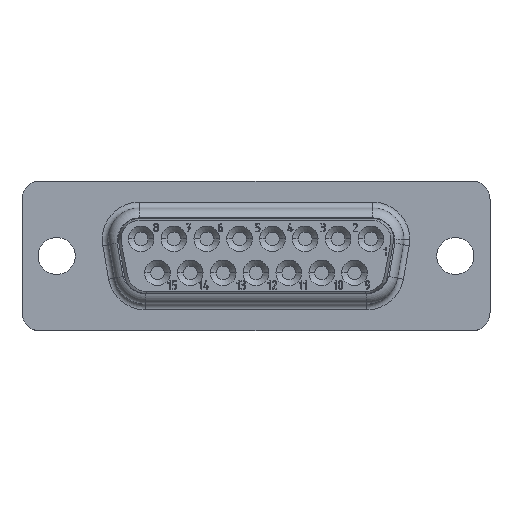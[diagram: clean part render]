
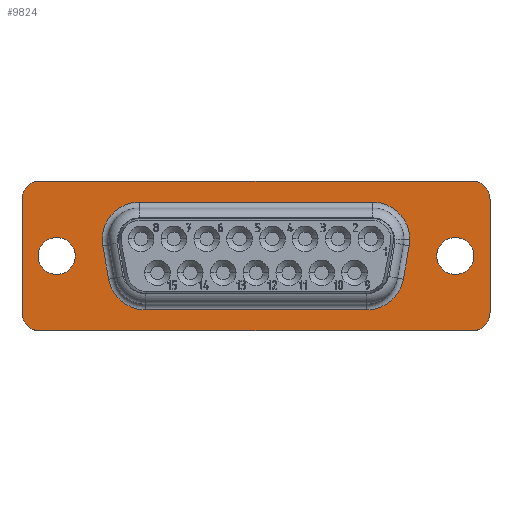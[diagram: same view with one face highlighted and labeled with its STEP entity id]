
A CAD part, top view. The second image highlights one B-rep face of the part: STEP entity #9824.
In plain terms, the highlighted planar face has unit normal (0, 0, 1).
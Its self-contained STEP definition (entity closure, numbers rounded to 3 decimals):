
#9824=ADVANCED_FACE('',(#15725,#15726,#15727,#15728),#10679,.T.);
#10679=PLANE('',#32003);
#12967=LINE('',#50040,#14769);
#12968=LINE('',#50044,#14770);
#12969=LINE('',#50052,#14771);
#12970=LINE('',#50060,#14772);
#12971=LINE('',#50075,#14773);
#12972=LINE('',#50079,#14774);
#12973=LINE('',#50083,#14775);
#12974=LINE('',#50087,#14776);
#14769=VECTOR('',#34963,1.);
#14770=VECTOR('',#34970,1.);
#14771=VECTOR('',#34981,1.);
#14772=VECTOR('',#34992,1.);
#14773=VECTOR('',#35015,1.);
#14774=VECTOR('',#35018,1.);
#14775=VECTOR('',#35021,1.);
#14776=VECTOR('',#35024,1.);
#15725=FACE_BOUND('',#16527,.T.);
#15726=FACE_BOUND('',#16528,.T.);
#15727=FACE_BOUND('',#16529,.T.);
#15728=FACE_BOUND('',#16530,.T.);
#16527=EDGE_LOOP('',(#20538,#20539,#20540,#20541,#20542,#20543,#20544,#20545,
#20546));
#16528=EDGE_LOOP('',(#20547,#20548,#20549,#20550,#20551,#20552,#20553,#20554));
#16529=EDGE_LOOP('',(#20555,#20556));
#16530=EDGE_LOOP('',(#20557,#20558));
#20538=ORIENTED_EDGE('',*,*,#27995,.T.);
#20539=ORIENTED_EDGE('',*,*,#27993,.T.);
#20540=ORIENTED_EDGE('',*,*,#27991,.T.);
#20541=ORIENTED_EDGE('',*,*,#27989,.T.);
#20542=ORIENTED_EDGE('',*,*,#27987,.T.);
#20543=ORIENTED_EDGE('',*,*,#27985,.T.);
#20544=ORIENTED_EDGE('',*,*,#26536,.T.);
#20545=ORIENTED_EDGE('',*,*,#27984,.T.);
#20546=ORIENTED_EDGE('',*,*,#27983,.T.);
#20547=ORIENTED_EDGE('',*,*,#28000,.T.);
#20548=ORIENTED_EDGE('',*,*,#28001,.T.);
#20549=ORIENTED_EDGE('',*,*,#28002,.T.);
#20550=ORIENTED_EDGE('',*,*,#28003,.T.);
#20551=ORIENTED_EDGE('',*,*,#28004,.T.);
#20552=ORIENTED_EDGE('',*,*,#28005,.T.);
#20553=ORIENTED_EDGE('',*,*,#28006,.T.);
#20554=ORIENTED_EDGE('',*,*,#28007,.T.);
#20555=ORIENTED_EDGE('',*,*,#26528,.T.);
#20556=ORIENTED_EDGE('',*,*,#27999,.T.);
#20557=ORIENTED_EDGE('',*,*,#27997,.F.);
#20558=ORIENTED_EDGE('',*,*,#26532,.F.);
#24302=VERTEX_POINT('',#38069);
#24303=VERTEX_POINT('',#38071);
#24306=VERTEX_POINT('',#38078);
#24307=VERTEX_POINT('',#38080);
#24310=VERTEX_POINT('',#38087);
#24311=VERTEX_POINT('',#38089);
#25258=VERTEX_POINT('',#50037);
#25259=VERTEX_POINT('',#50039);
#25260=VERTEX_POINT('',#50045);
#25261=VERTEX_POINT('',#50049);
#25262=VERTEX_POINT('',#50053);
#25263=VERTEX_POINT('',#50057);
#25264=VERTEX_POINT('',#50061);
#25265=VERTEX_POINT('',#50073);
#25266=VERTEX_POINT('',#50074);
#25267=VERTEX_POINT('',#50076);
#25268=VERTEX_POINT('',#50078);
#25269=VERTEX_POINT('',#50080);
#25270=VERTEX_POINT('',#50082);
#25271=VERTEX_POINT('',#50084);
#25272=VERTEX_POINT('',#50086);
#26528=EDGE_CURVE('',#24303,#24302,#29658,.T.);
#26532=EDGE_CURVE('',#24306,#24307,#29660,.T.);
#26536=EDGE_CURVE('',#24311,#24310,#29663,.T.);
#27983=EDGE_CURVE('',#25258,#25259,#12967,.T.);
#27984=EDGE_CURVE('',#24310,#25258,#29876,.T.);
#27985=EDGE_CURVE('',#25260,#24311,#12968,.T.);
#27987=EDGE_CURVE('',#25261,#25260,#29878,.T.);
#27989=EDGE_CURVE('',#25262,#25261,#12969,.T.);
#27991=EDGE_CURVE('',#25263,#25262,#29881,.T.);
#27993=EDGE_CURVE('',#25264,#25263,#12970,.T.);
#27995=EDGE_CURVE('',#25259,#25264,#29884,.T.);
#27997=EDGE_CURVE('',#24307,#24306,#29886,.T.);
#27999=EDGE_CURVE('',#24302,#24303,#29888,.T.);
#28000=EDGE_CURVE('',#25265,#25266,#29889,.T.);
#28001=EDGE_CURVE('',#25266,#25267,#12971,.T.);
#28002=EDGE_CURVE('',#25267,#25268,#29890,.T.);
#28003=EDGE_CURVE('',#25268,#25269,#12972,.T.);
#28004=EDGE_CURVE('',#25269,#25270,#29891,.T.);
#28005=EDGE_CURVE('',#25270,#25271,#12973,.T.);
#28006=EDGE_CURVE('',#25271,#25272,#29892,.T.);
#28007=EDGE_CURVE('',#25272,#25265,#12974,.T.);
#29658=CIRCLE('',#31422,1.55);
#29660=CIRCLE('',#31425,1.55);
#29663=CIRCLE('',#31429,3.1);
#29876=CIRCLE('',#31977,3.1);
#29878=CIRCLE('',#31981,3.1);
#29881=CIRCLE('',#31986,3.1);
#29884=CIRCLE('',#31991,3.1);
#29886=CIRCLE('',#31994,1.55);
#29888=CIRCLE('',#31997,1.55);
#29889=CIRCLE('',#31999,1.5);
#29890=CIRCLE('',#32000,1.5);
#29891=CIRCLE('',#32001,1.5);
#29892=CIRCLE('',#32002,1.5);
#31422=AXIS2_PLACEMENT_3D('',#38070,#33100,#33101);
#31425=AXIS2_PLACEMENT_3D('',#38079,#33108,#33109);
#31429=AXIS2_PLACEMENT_3D('',#38088,#33117,#33118);
#31977=AXIS2_PLACEMENT_3D('',#50042,#34966,#34967);
#31981=AXIS2_PLACEMENT_3D('',#50048,#34975,#34976);
#31986=AXIS2_PLACEMENT_3D('',#50056,#34986,#34987);
#31991=AXIS2_PLACEMENT_3D('',#50064,#34997,#34998);
#31994=AXIS2_PLACEMENT_3D('',#50067,#35003,#35004);
#31997=AXIS2_PLACEMENT_3D('',#50070,#35009,#35010);
#31999=AXIS2_PLACEMENT_3D('',#50072,#35013,#35014);
#32000=AXIS2_PLACEMENT_3D('',#50077,#35016,#35017);
#32001=AXIS2_PLACEMENT_3D('',#50081,#35019,#35020);
#32002=AXIS2_PLACEMENT_3D('',#50085,#35022,#35023);
#32003=AXIS2_PLACEMENT_3D('',#50088,#35025,#35026);
#33100=DIRECTION('',(0.,0.,-1.));
#33101=DIRECTION('',(-1.,0.,0.));
#33108=DIRECTION('',(0.,0.,1.));
#33109=DIRECTION('',(1.,0.,0.));
#33117=DIRECTION('',(0.,0.,-1.));
#33118=DIRECTION('',(1.,0.,0.));
#34963=DIRECTION('',(-0.174,-0.985,0.));
#34966=DIRECTION('',(0.,0.,-1.));
#34967=DIRECTION('',(1.,0.,0.));
#34970=DIRECTION('',(1.,0.,0.));
#34975=DIRECTION('',(0.,0.,-1.));
#34976=DIRECTION('',(1.,0.,0.));
#34981=DIRECTION('',(-0.174,0.985,0.));
#34986=DIRECTION('',(0.,0.,-1.));
#34987=DIRECTION('',(1.,0.,0.));
#34992=DIRECTION('',(-1.,0.,0.));
#34997=DIRECTION('',(0.,0.,-1.));
#34998=DIRECTION('',(1.,0.,0.));
#35003=DIRECTION('',(0.,0.,1.));
#35004=DIRECTION('',(1.,0.,0.));
#35009=DIRECTION('',(0.,0.,-1.));
#35010=DIRECTION('',(-1.,0.,0.));
#35013=DIRECTION('',(0.,0.,1.));
#35014=DIRECTION('',(1.,0.,0.));
#35015=DIRECTION('',(-1.,0.,0.));
#35016=DIRECTION('',(0.,0.,1.));
#35017=DIRECTION('',(1.,0.,0.));
#35018=DIRECTION('',(0.,-1.,0.));
#35019=DIRECTION('',(0.,0.,1.));
#35020=DIRECTION('',(1.,0.,0.));
#35021=DIRECTION('',(1.,0.,0.));
#35022=DIRECTION('',(0.,0.,1.));
#35023=DIRECTION('',(-1.,0.,0.));
#35024=DIRECTION('',(0.,1.,0.));
#35025=DIRECTION('',(0.,0.,1.));
#35026=DIRECTION('',(-1.,0.,0.));
#38069=CARTESIAN_POINT('',(-18.2,0.,0.4));
#38070=CARTESIAN_POINT('',(-16.65,0.,0.4));
#38071=CARTESIAN_POINT('',(-15.1,0.,0.4));
#38078=CARTESIAN_POINT('',(15.1,0.,0.4));
#38079=CARTESIAN_POINT('',(16.65,0.,0.4));
#38080=CARTESIAN_POINT('',(18.2,0.,0.4));
#38087=CARTESIAN_POINT('',(12.85,1.4,0.4));
#38088=CARTESIAN_POINT('',(9.75,1.4,0.4));
#38089=CARTESIAN_POINT('',(9.75,4.5,0.4));
#50037=CARTESIAN_POINT('',(12.803,0.862,0.4));
#50039=CARTESIAN_POINT('',(12.309,-1.938,0.4));
#50040=CARTESIAN_POINT('',(13.626,5.53,0.4));
#50042=CARTESIAN_POINT('',(9.75,1.4,0.4));
#50044=CARTESIAN_POINT('',(9.75,4.5,0.4));
#50045=CARTESIAN_POINT('',(-9.75,4.5,0.4));
#50048=CARTESIAN_POINT('',(-9.75,1.4,0.4));
#50049=CARTESIAN_POINT('',(-12.803,0.862,0.4));
#50052=CARTESIAN_POINT('',(-12.538,-0.643,0.4));
#50053=CARTESIAN_POINT('',(-12.309,-1.938,0.4));
#50056=CARTESIAN_POINT('',(-9.256,-1.4,0.4));
#50057=CARTESIAN_POINT('',(-9.256,-4.5,0.4));
#50060=CARTESIAN_POINT('',(18.05,-4.5,0.4));
#50061=CARTESIAN_POINT('',(9.256,-4.5,0.4));
#50064=CARTESIAN_POINT('',(9.256,-1.4,0.4));
#50067=CARTESIAN_POINT('',(16.65,0.,0.4));
#50070=CARTESIAN_POINT('',(-16.65,0.,0.4));
#50072=CARTESIAN_POINT('',(18.05,4.75,0.4));
#50073=CARTESIAN_POINT('',(19.55,4.75,0.4));
#50074=CARTESIAN_POINT('',(18.05,6.25,0.4));
#50075=CARTESIAN_POINT('',(-18.05,6.25,0.4));
#50076=CARTESIAN_POINT('',(-18.05,6.25,0.4));
#50077=CARTESIAN_POINT('',(-18.05,4.75,0.4));
#50078=CARTESIAN_POINT('',(-19.55,4.75,0.4));
#50079=CARTESIAN_POINT('',(-19.55,4.75,0.4));
#50080=CARTESIAN_POINT('',(-19.55,-4.75,0.4));
#50081=CARTESIAN_POINT('',(-18.05,-4.75,0.4));
#50082=CARTESIAN_POINT('',(-18.05,-6.25,0.4));
#50083=CARTESIAN_POINT('',(-18.05,-6.25,0.4));
#50084=CARTESIAN_POINT('',(18.05,-6.25,0.4));
#50085=CARTESIAN_POINT('',(18.05,-4.75,0.4));
#50086=CARTESIAN_POINT('',(19.55,-4.75,0.4));
#50087=CARTESIAN_POINT('',(19.55,4.75,0.4));
#50088=CARTESIAN_POINT('',(18.05,4.75,0.4));
